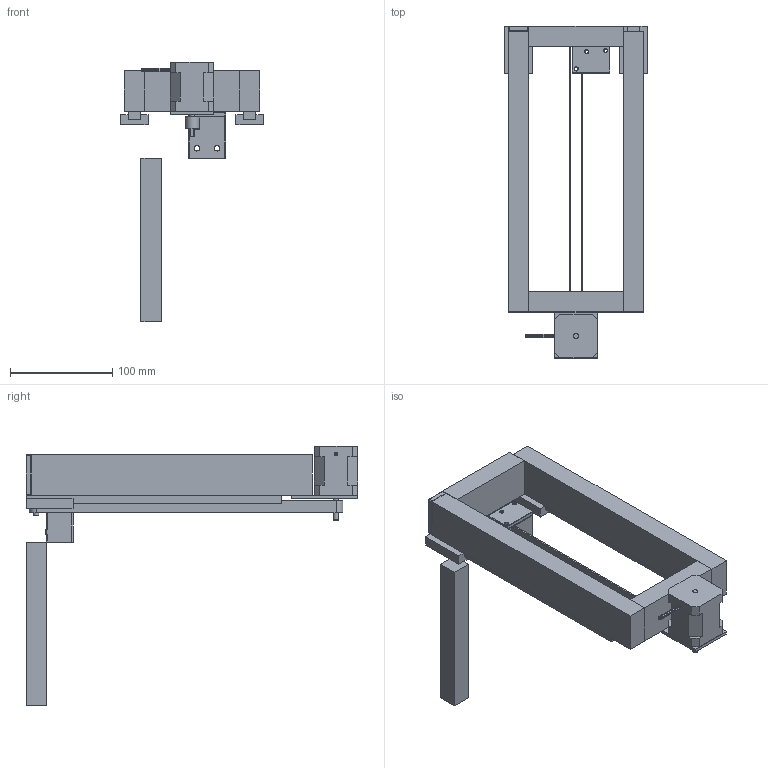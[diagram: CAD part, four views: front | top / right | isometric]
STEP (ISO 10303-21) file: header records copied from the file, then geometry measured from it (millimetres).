
FILE_DESCRIPTION(/* description */ (''),/* implementation_level */ '2;1');
FILE_NAME(/* name */ 'B-Z_Belted_Column_Caps_2-B.stp',/* time_stamp */ '2021-01-25T19:13:45-08:00',/* author */ (''),/* organization */ (''),/* preprocessor_version */ 'ST-DEVELOPER v18.1',/* originating_system */ 'Autodesk Translation Framework v9.7.0.1280',/* authorisation */ '');
FILE_SCHEMA (('AUTOMOTIVE_DESIGN { 1 0 10303 214 3 1 1 }'));
Length unit declared in the file: millimetre
Products named in the file (3): MicroXY Z; NEMA17 v1; _MTR-DC17T-F-P1-P175
Assembly tree (2 placements, depth 3):
  MicroXY Z
    NEMA17 v1
      _MTR-DC17T-F-P1-P175
Bounding box: 140 x 325 x 254.26 mm (x, y, z)
Volume: 862681.5 mm3; surface area: 189845.2 mm2
Topology: 18 solids, 18 shells, 411 faces, 952 edges, 593 vertices
Faces by surface type: plane 215, cylinder 117, cone 65, torus 8, sphere 6
Full cylindrical faces by diameter (mm): 1.118 x1, 2.156 x4, 3.2 x12, 3.4 x1, 4 x4, 5 x4, 5.5 x4, 10 x2, 10.6 x2, 21.971 x1, 24 x1
Entity records: 11804 total; most frequent: DIRECTION 2097, CARTESIAN_POINT 1961, ORIENTED_EDGE 1896, EDGE_CURVE 948, AXIS2_PLACEMENT_3D 735, LINE 627, VECTOR 627, VERTEX_POINT 593
